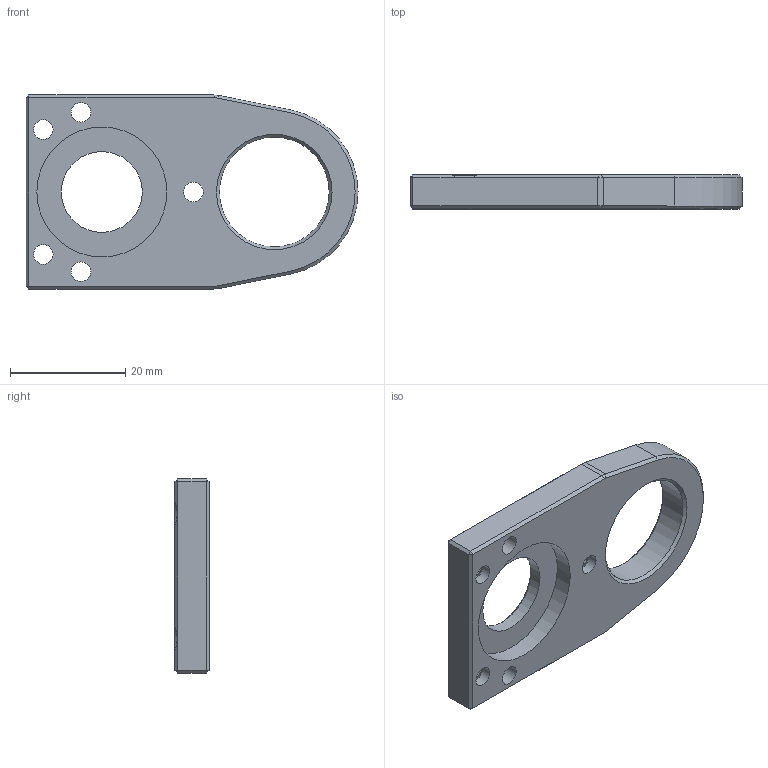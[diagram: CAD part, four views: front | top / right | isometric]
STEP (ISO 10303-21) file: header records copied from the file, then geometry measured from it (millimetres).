
FILE_DESCRIPTION(/* description */ (''),/* implementation_level */ '2;1');
FILE_NAME(/* name */ 'Josh''Replistruder4_5_HamiltonBottom.stp',/* time_stamp */ '2020-05-04T10:13:27-04:00',/* author */ ('Josh'),/* organization */ (''),/* preprocessor_version */ 'ST-DEVELOPER v18',/* originating_system */ 'Autodesk Inventor 2020',/* authorisation */ '');
FILE_SCHEMA (('AUTOMOTIVE_DESIGN { 1 0 10303 214 3 1 1 }'));
Length unit declared in the file: inch
Products named in the file (1): Replistruder4_5_HamiltonBottom
Bounding box: 57.5 x 5.9 x 33.6 mm (x, y, z)
Volume: 6425.2 mm3; surface area: 4428.8 mm2
Topology: 1 solids, 1 shells, 92 faces, 225 edges, 135 vertices
Faces by surface type: plane 67, cone 13, cylinder 12
Full cylindrical faces by diameter (mm): 3.4 x5, 5.5 x3, 14 x1, 19 x1, 22.5 x1
Entity records: 2695 total; most frequent: CARTESIAN_POINT 485, ORIENTED_EDGE 450, DIRECTION 446, EDGE_CURVE 225, LINE 158, VECTOR 158, AXIS2_PLACEMENT_3D 144, VERTEX_POINT 135
